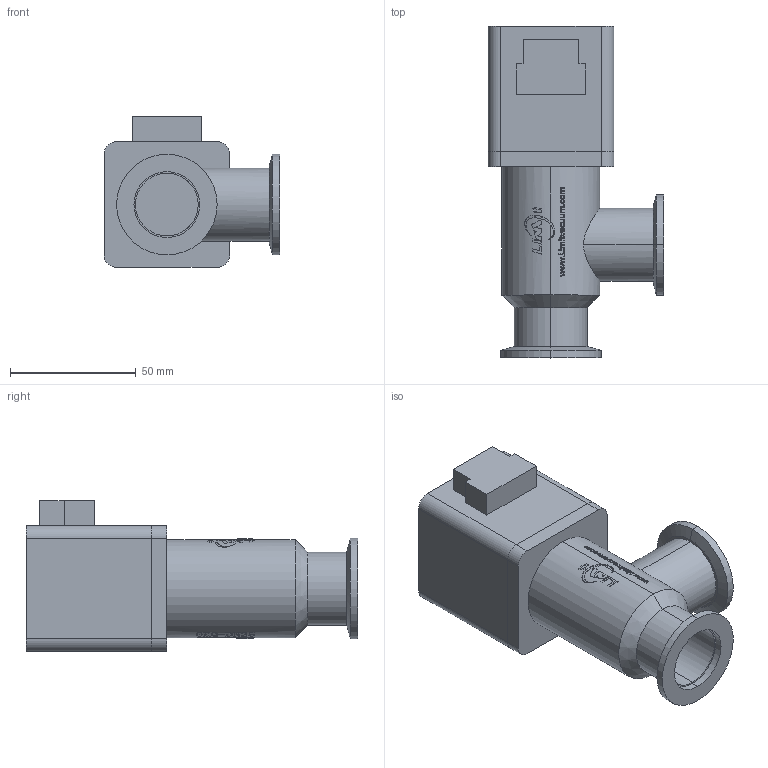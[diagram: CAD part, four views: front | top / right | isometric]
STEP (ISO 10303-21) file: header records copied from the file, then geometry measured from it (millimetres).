
FILE_DESCRIPTION (( 'STEP AP214' ), '1' );
FILE_NAME ('GKQ-DN25.STEP', '2024-05-14T08:21:09', ( '' ), ( '' ), 'SwSTEP 2.0', 'SolidWorks 2020', '' );
FILE_SCHEMA (( 'AUTOMOTIVE_DESIGN' ));
Length unit declared in the file: millimetre
Products named in the file (1): GKQ-DN25
Bounding box: 70 x 132 x 60 mm (x, y, z)
Volume: 198525.3 mm3; surface area: 42509 mm2
Topology: 3 solids, 3 shells, 651 faces, 1762 edges, 1171 vertices
Faces by surface type: bspline 327, plane 241, cylinder 77, cone 6
Entity records: 61215 total; most frequent: CARTESIAN_POINT 47667, ORIENTED_EDGE 3524, EDGE_CURVE 1762, DIRECTION 1554, VERTEX_POINT 1171, B_SPLINE_CURVE_WITH_KNOTS 1088, EDGE_LOOP 707, ADVANCED_FACE 651
